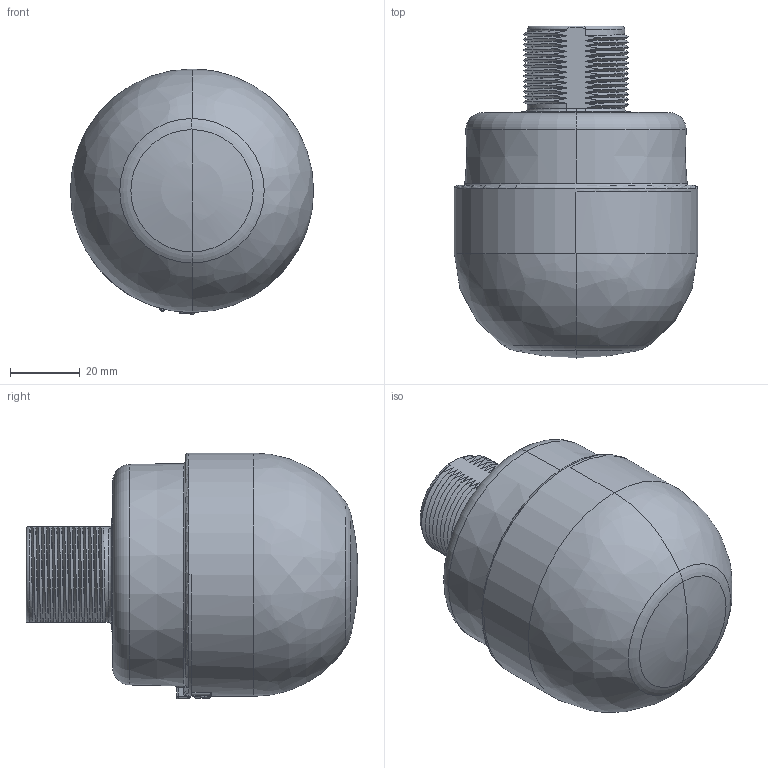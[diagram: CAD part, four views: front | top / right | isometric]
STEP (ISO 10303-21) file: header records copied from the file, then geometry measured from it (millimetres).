
FILE_DESCRIPTION((''),'2;1');
FILE_NAME('221981_SM01_ASM','2021-03-02T13:30:41',('nbanister'),('BANNER ENGINEERING CORP.'),'CREO PARAMETRIC BY PTC INC, 2019292','CREO PARAMETRIC BY PTC INC, 2019292','');
FILE_SCHEMA(('CONFIG_CONTROL_DESIGN','SHAPE_APPEARANCE_LAYERS_GROUPS'));
Length unit declared in the file: millimetre
Products named in the file (2): 221981_EP01; 221981_SM01_ASM
Assembly tree (1 placements, depth 2):
  221981_SM01_ASM
    221981_EP01
Bounding box: 70 x 95.5 x 70.75 mm (x, y, z)
Volume: 233534.2 mm3; surface area: 24947.1 mm2
Topology: 1 solids, 1 shells, 208 faces, 561 edges, 357 vertices
Faces by surface type: bspline 90, cylinder 56, cone 22, plane 19, torus 17, sphere 4
Entity records: 22049 total; most frequent: CARTESIAN_POINT 16172, ORIENTED_EDGE 1118, DIRECTION 576, EDGE_CURVE 559, VERTEX_POINT 357, B_SPLINE_CURVE_WITH_KNOTS 325, AXIS2_PLACEMENT_3D 221, EDGE_LOOP 212
